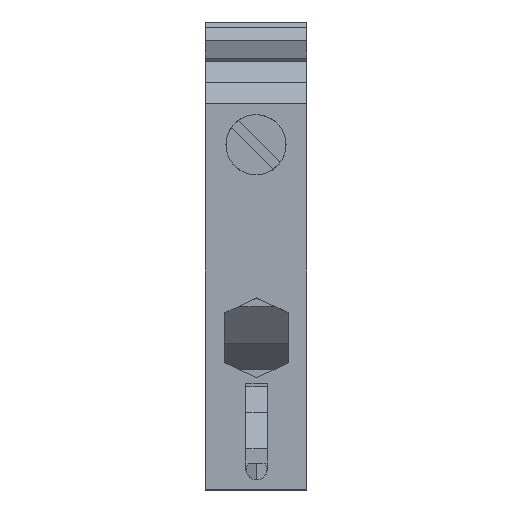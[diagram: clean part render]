
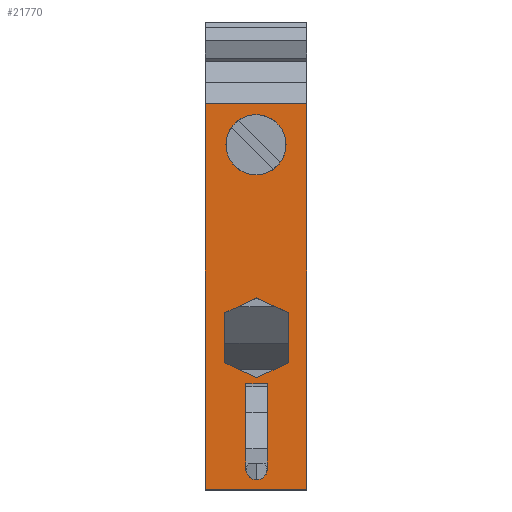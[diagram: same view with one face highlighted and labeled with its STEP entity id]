
A CAD part, top view. The second image highlights one B-rep face of the part: STEP entity #21770.
In plain terms, the highlighted face is planar.
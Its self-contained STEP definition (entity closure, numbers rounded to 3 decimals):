
#520=CARTESIAN_POINT('',(13.35,44.5,
-4.));
#530=VERTEX_POINT('',#520);
#560=CARTESIAN_POINT('',(22.075,44.5,
-4.));
#570=DIRECTION('',(1.,0.,0.));
#580=VECTOR('',#570,1.);
#590=LINE('',#560,#580);
#600=CARTESIAN_POINT('',(-32.8,44.5,
-4.));
#610=VERTEX_POINT('',#600);
#620=EDGE_CURVE('',#610,#530,#590,.T.);
#8820=CARTESIAN_POINT('',(-32.8,44.5,
8.15));
#8830=VERTEX_POINT('',#8820);
#8860=CARTESIAN_POINT('',(22.075,44.5,
8.15));
#8870=DIRECTION('',(1.,0.,0.));
#8880=VECTOR('',#8870,1.);
#8890=LINE('',#8860,#8880);
#8900=CARTESIAN_POINT('',(13.35,44.5,
8.15));
#8910=VERTEX_POINT('',#8900);
#8920=EDGE_CURVE('',#8830,#8910,#8890,.T.);
#12070=CARTESIAN_POINT('',(-32.8,44.5,
8.15));
#12080=DIRECTION('',(0.,0.,1.));
#12090=VECTOR('',#12080,1.);
#12100=LINE('',#12070,#12090);
#12110=EDGE_CURVE('',#610,#8830,#12100,.T.);
#12290=CARTESIAN_POINT('',(13.35,44.5,
8.15));
#12300=DIRECTION('',(0.,0.,1.));
#12310=VECTOR('',#12300,1.);
#12320=LINE('',#12290,#12310);
#12330=EDGE_CURVE('',#530,#8910,#12320,.T.);
#20620=CARTESIAN_POINT('',(-32.3,44.5,
8.15));
#20630=DIRECTION('',(0.,-1.,0.));
#20640=DIRECTION('',(-1.,0.,0.));
#20650=AXIS2_PLACEMENT_3D('',#20620,#20630,#20640);
#20660=PLANE('',#20650);
#20670=CARTESIAN_POINT('',(-30.375,44.5,
2.15));
#20680=DIRECTION('',(0.,1.,0.));
#20690=DIRECTION('',(-1.,0.,0.));
#20700=AXIS2_PLACEMENT_3D('',#20670,#20680,#20690);
#20710=CIRCLE('',#20700,1.3);
#20720=CARTESIAN_POINT('',(-30.375,44.5,
0.85));
#20730=VERTEX_POINT('',#20720);
#20740=CARTESIAN_POINT('',(-30.375,44.5,
3.45));
#20750=VERTEX_POINT('',#20740);
#20760=EDGE_CURVE('',#20730,#20750,#20710,.T.);
#20770=ORIENTED_EDGE('',*,*,#20760,.F.);
#20780=CARTESIAN_POINT('',(3.493,44.5,
3.45));
#20790=DIRECTION('',(1.,0.,0.));
#20800=VECTOR('',#20790,1.);
#20810=LINE('',#20780,#20800);
#20820=CARTESIAN_POINT('',(-20.175,44.5,
3.45));
#20830=VERTEX_POINT('',#20820);
#20840=EDGE_CURVE('',#20750,#20830,#20810,.T.);
#20850=ORIENTED_EDGE('',*,*,#20840,.F.);
#20860=CARTESIAN_POINT('',(-20.175,44.5,
8.15));
#20870=DIRECTION('',(0.,0.,-1.));
#20880=VECTOR('',#20870,1.);
#20890=LINE('',#20860,#20880);
#20900=CARTESIAN_POINT('',(-20.175,44.5,
0.85));
#20910=VERTEX_POINT('',#20900);
#20920=EDGE_CURVE('',#20830,#20910,#20890,.T.);
#20930=ORIENTED_EDGE('',*,*,#20920,.F.);
#20940=CARTESIAN_POINT('',(3.493,44.5,
0.85));
#20950=DIRECTION('',(-1.,0.,0.));
#20960=VECTOR('',#20950,1.);
#20970=LINE('',#20940,#20960);
#20980=EDGE_CURVE('',#20910,#20730,#20970,.T.);
#20990=ORIENTED_EDGE('',*,*,#20980,.F.);
#21000=EDGE_LOOP('',(#20990,#20930,#20850,#20770));
#21010=FACE_BOUND('',#21000,.T.);
#21020=CARTESIAN_POINT('',(8.45,44.5,
2.075));
#21030=DIRECTION('',(0.,1.,0.));
#21040=DIRECTION('',(1.,0.,0.));
#21050=AXIS2_PLACEMENT_3D('',#21020,#21030,#21040);
#21060=CIRCLE('',#21050,3.6);
#21070=CARTESIAN_POINT('',(8.45,44.5,
5.675));
#21080=VERTEX_POINT('',#21070);
#21090=CARTESIAN_POINT('',(12.05,44.5,
2.075));
#21100=VERTEX_POINT('',#21090);
#21110=EDGE_CURVE('',#21080,#21100,#21060,.T.);
#21120=ORIENTED_EDGE('',*,*,#21110,.F.);
#21130=CARTESIAN_POINT('',(4.85,44.5,
2.075));
#21140=VERTEX_POINT('',#21130);
#21150=EDGE_CURVE('',#21100,#21140,#21060,.T.);
#21160=ORIENTED_EDGE('',*,*,#21150,.F.);
#21170=EDGE_CURVE('',#21140,#21080,#21060,.T.);
#21180=ORIENTED_EDGE('',*,*,#21170,.F.);
#21190=EDGE_LOOP('',(#21180,#21160,#21120));
#21200=FACE_BOUND('',#21190,.T.);
#21210=CARTESIAN_POINT('',(3.493,44.5,
5.95));
#21220=DIRECTION('',(1.,0.,0.));
#21230=VECTOR('',#21220,1.);
#21240=LINE('',#21210,#21230);
#21250=CARTESIAN_POINT('',(-17.678,44.5,
5.95));
#21260=VERTEX_POINT('',#21250);
#21270=CARTESIAN_POINT('',(-11.671,44.5,
5.95));
#21280=VERTEX_POINT('',#21270);
#21290=EDGE_CURVE('',#21260,#21280,#21240,.T.);
#21300=ORIENTED_EDGE('',*,*,#21290,.F.);
#21310=CARTESIAN_POINT('',(-12.697,44.5,
8.15));
#21320=DIRECTION('',(0.423,0.,
-0.906));
#21330=VECTOR('',#21320,1.);
#21340=LINE('',#21310,#21330);
#21350=CARTESIAN_POINT('',(-9.899,44.5,
2.15));
#21360=VERTEX_POINT('',#21350);
#21370=EDGE_CURVE('',#21280,#21360,#21340,.T.);
#21380=ORIENTED_EDGE('',*,*,#21370,.F.);
#21390=CARTESIAN_POINT('',(-7.102,44.5,
8.15));
#21400=DIRECTION('',(-0.423,0.,
-0.906));
#21410=VECTOR('',#21400,1.);
#21420=LINE('',#21390,#21410);
#21430=CARTESIAN_POINT('',(-11.671,44.5,
-1.65));
#21440=VERTEX_POINT('',#21430);
#21450=EDGE_CURVE('',#21360,#21440,#21420,.T.);
#21460=ORIENTED_EDGE('',*,*,#21450,.F.);
#21470=CARTESIAN_POINT('',(3.493,44.5,
-1.65));
#21480=DIRECTION('',(-1.,0.,0.));
#21490=VECTOR('',#21480,1.);
#21500=LINE('',#21470,#21490);
#21510=CARTESIAN_POINT('',(-17.678,44.5,
-1.65));
#21520=VERTEX_POINT('',#21510);
#21530=EDGE_CURVE('',#21440,#21520,#21500,.T.);
#21540=ORIENTED_EDGE('',*,*,#21530,.F.);
#21550=CARTESIAN_POINT('',(-22.248,44.5,
8.15));
#21560=DIRECTION('',(-0.423,0.,
0.906));
#21570=VECTOR('',#21560,1.);
#21580=LINE('',#21550,#21570);
#21590=CARTESIAN_POINT('',(-19.45,44.5,
2.15));
#21600=VERTEX_POINT('',#21590);
#21610=EDGE_CURVE('',#21520,#21600,#21580,.T.);
#21620=ORIENTED_EDGE('',*,*,#21610,.F.);
#21630=CARTESIAN_POINT('',(-16.653,44.5,
8.15));
#21640=DIRECTION('',(0.423,0.,
0.906));
#21650=VECTOR('',#21640,1.);
#21660=LINE('',#21630,#21650);
#21670=EDGE_CURVE('',#21600,#21260,#21660,.T.);
#21680=ORIENTED_EDGE('',*,*,#21670,.F.);
#21690=EDGE_LOOP('',(#21680,#21620,#21540,#21460,#21380,#21300));
#21700=FACE_BOUND('',#21690,.T.);
#21710=ORIENTED_EDGE('',*,*,#8920,.T.);
#21720=ORIENTED_EDGE('',*,*,#12110,.T.);
#21730=ORIENTED_EDGE('',*,*,#620,.F.);
#21740=ORIENTED_EDGE('',*,*,#12330,.F.);
#21750=EDGE_LOOP('',(#21740,#21730,#21720,#21710));
#21760=FACE_OUTER_BOUND('',#21750,.T.);
#21770=ADVANCED_FACE('',(#21010,#21200,#21700,#21760),#20660,.F.);
